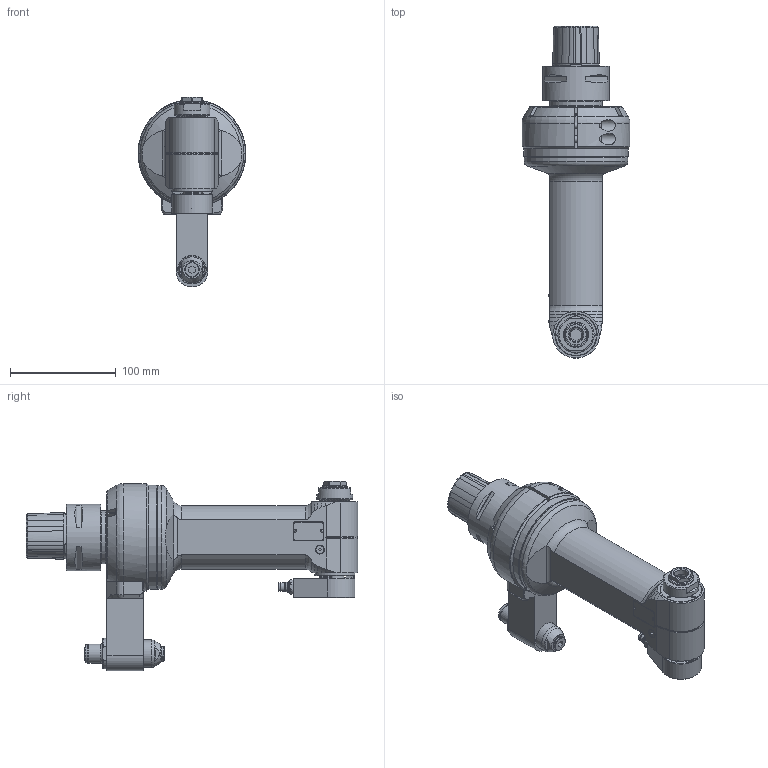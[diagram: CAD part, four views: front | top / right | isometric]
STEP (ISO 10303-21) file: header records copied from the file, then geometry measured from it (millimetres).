
FILE_DESCRIPTION(/* description */ (''),/* implementation_level */ '2;1');
FILE_NAME(/* name */ '9.F90.10LC0-9C6.stp',/* time_stamp */ '2023-06-09T09:57:40-04:00',/* author */ ('jkrenzer'),/* organization */ (''),/* preprocessor_version */ 'ST-DEVELOPER v18.1',/* originating_system */ 'Autodesk Inventor 2022',/* authorisation */ '');
FILE_SCHEMA (('AUTOMOTIVE_DESIGN { 1 0 10303 214 3 1 1 }'));
Length unit declared in the file: millimetre
Products named in the file (3): 9.F90.10LC0-9C6; 9GA11C_661   (Type 1, Capto C6, 110mm); 9_F90_10LB0
Assembly tree (2 placements, depth 2):
  9.F90.10LC0-9C6
    9GA11C_661   (Type 1, Capto C6, 110mm)
    9_F90_10LB0
Bounding box: 102 x 313.92 x 179 mm (x, y, z)
Volume: 1166048.5 mm3; surface area: 174889.5 mm2
Topology: 3 solids, 4 shells, 834 faces, 2083 edges, 1335 vertices
Faces by surface type: plane 349, cylinder 214, cone 191, torus 46, bspline 30, sphere 4
Full cylindrical faces by diameter (mm): 1.6 x4, 2.5 x3, 2.6 x2, 3 x2, 3.2 x4, 3.3 x2, 4 x2, 4.2 x4, 5 x2, 6 x2, 6.5 x3, 7 x6, 7.5 x3, 8 x2, 8.06 x1, 8.07 x1, 8.1 x2, 8.5 x20, 8.821 x1, 9 x1, 9.2 x1, 9.87 x1, 10 x4, 10.2 x1, 10.4 x2, 11 x3, 12 x3, 12.5 x2, 12.8 x1, 13 x3
Entity records: 29158 total; most frequent: CARTESIAN_POINT 9399, DIRECTION 4140, ORIENTED_EDGE 4092, EDGE_CURVE 2046, AXIS2_PLACEMENT_3D 1624, VERTEX_POINT 1335, EDGE_LOOP 973, LINE 892
